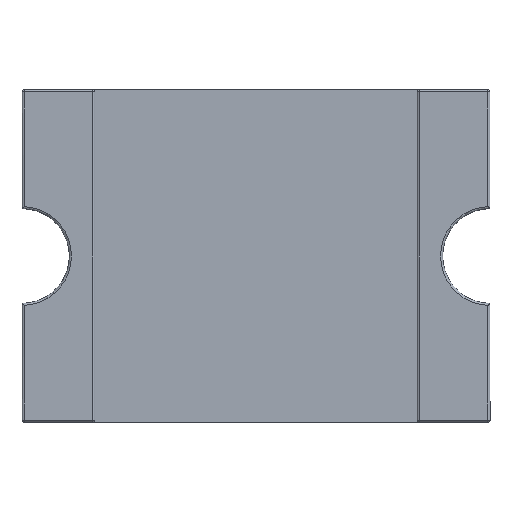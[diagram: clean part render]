
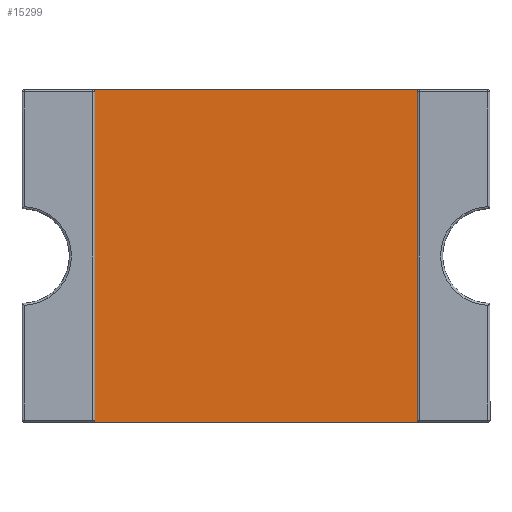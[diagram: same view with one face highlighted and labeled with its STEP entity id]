
A CAD part, front view. The second image highlights one B-rep face of the part: STEP entity #15299.
In plain terms, the highlighted planar face has unit normal (0, -1, 0).
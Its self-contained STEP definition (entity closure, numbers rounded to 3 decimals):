
#877 = ORIENTED_EDGE ( 'NONE', *, *, #3730, .F. ) ;
#1081 = DIRECTION ( 'NONE',  ( 1., 0., 0. ) ) ;
#1177 = CARTESIAN_POINT ( 'NONE',  ( 1.55, -0.315, -1.598 ) ) ;
#2163 = CARTESIAN_POINT ( 'NONE',  ( -1.55, -0.315, 1.598 ) ) ;
#2562 = VERTEX_POINT ( 'NONE', #8584 ) ;
#3422 = ORIENTED_EDGE ( 'NONE', *, *, #16421, .T. ) ;
#3671 = LINE ( 'NONE', #17975, #11076 ) ;
#3730 = EDGE_CURVE ( 'NONE', #2562, #10487, #7638, .T. ) ;
#4116 = DIRECTION ( 'NONE',  ( 1., 0., 0. ) ) ;
#5489 = DIRECTION ( 'NONE',  ( 0., 1., 0. ) ) ;
#5739 = VECTOR ( 'NONE', #1081, 1000. ) ;
#6187 = CARTESIAN_POINT ( 'NONE',  ( 1.55, -0.315, 1.598 ) ) ;
#6267 = EDGE_CURVE ( 'NONE', #12917, #2562, #9661, .T. ) ;
#7638 = LINE ( 'NONE', #6187, #11513 ) ;
#7668 = DIRECTION ( 'NONE',  ( 0., 0., -1. ) ) ;
#7681 = DIRECTION ( 'NONE',  ( 0., 0., -1. ) ) ;
#8402 = PLANE ( 'NONE',  #18317 ) ;
#8584 = CARTESIAN_POINT ( 'NONE',  ( 1.55, -0.315, 1.598 ) ) ;
#8796 = CARTESIAN_POINT ( 'NONE',  ( -1.55, -0.315, -1.598 ) ) ;
#9016 = ORIENTED_EDGE ( 'NONE', *, *, #18158, .T. ) ;
#9661 = LINE ( 'NONE', #18835, #5739 ) ;
#10487 = VERTEX_POINT ( 'NONE', #1177 ) ;
#11076 = VECTOR ( 'NONE', #7668, 1000. ) ;
#11448 = VECTOR ( 'NONE', #4116, 1000. ) ;
#11513 = VECTOR ( 'NONE', #7681, 1000. ) ;
#12917 = VERTEX_POINT ( 'NONE', #2163 ) ;
#14223 = VERTEX_POINT ( 'NONE', #8796 ) ;
#14333 = CARTESIAN_POINT ( 'NONE',  ( -1.55, -0.315, 1.598 ) ) ;
#15299 = ADVANCED_FACE ( 'NONE', ( #16025 ), #8402, .F. ) ;
#15408 = LINE ( 'NONE', #15892, #11448 ) ;
#15561 = EDGE_LOOP ( 'NONE', ( #9016, #877, #18392, #3422 ) ) ;
#15824 = DIRECTION ( 'NONE',  ( 0., 0., 1. ) ) ;
#15892 = CARTESIAN_POINT ( 'NONE',  ( -1.55, -0.315, -1.598 ) ) ;
#16025 = FACE_OUTER_BOUND ( 'NONE', #15561, .T. ) ;
#16421 = EDGE_CURVE ( 'NONE', #12917, #14223, #3671, .T. ) ;
#17975 = CARTESIAN_POINT ( 'NONE',  ( -1.55, -0.315, 1.598 ) ) ;
#18158 = EDGE_CURVE ( 'NONE', #14223, #10487, #15408, .T. ) ;
#18317 = AXIS2_PLACEMENT_3D ( 'NONE', #14333, #5489, #15824 ) ;
#18392 = ORIENTED_EDGE ( 'NONE', *, *, #6267, .F. ) ;
#18835 = CARTESIAN_POINT ( 'NONE',  ( -1.55, -0.315, 1.598 ) ) ;
